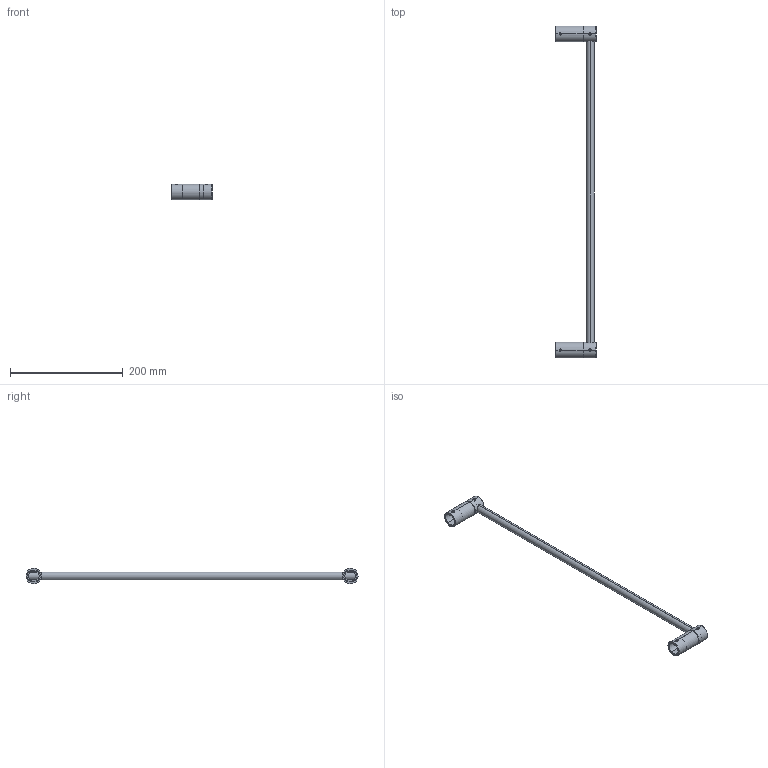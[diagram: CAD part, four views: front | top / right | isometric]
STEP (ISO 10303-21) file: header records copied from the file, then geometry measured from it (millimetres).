
FILE_DESCRIPTION((''),'2;1');
FILE_NAME('MG26731_ASM','2023-09-19T10:17:11',('Admin'),(''),'CREO PARAMETRIC BY PTC INC, 2018050','CREO PARAMETRIC BY PTC INC, 2018050','');
FILE_SCHEMA(('CONFIG_CONTROL_DESIGN'));
Length unit declared in the file: millimetre
Products named in the file (5): MG26753-1-01; M50001; MG26731-02; MG26731-01; MG26731_ASM
Assembly tree (7 placements, depth 2):
  MG26731_ASM
    MG26753-1-01
    M50001  x4
    MG26731-02
    MG26731-01
Bounding box: 72 x 590 x 28 mm (x, y, z)
Volume: 40922.9 mm3; surface area: 76081.9 mm2
Topology: 7 solids, 7 shells, 216 faces, 564 edges, 360 vertices
Faces by surface type: cylinder 104, plane 56, bspline 24, torus 20, cone 12
Entity records: 6059 total; most frequent: CARTESIAN_POINT 3185, ORIENTED_EDGE 578, DIRECTION 570, EDGE_CURVE 289, AXIS2_PLACEMENT_3D 232, VERTEX_POINT 183, EDGE_LOOP 134, FACE_OUTER_BOUND 117
